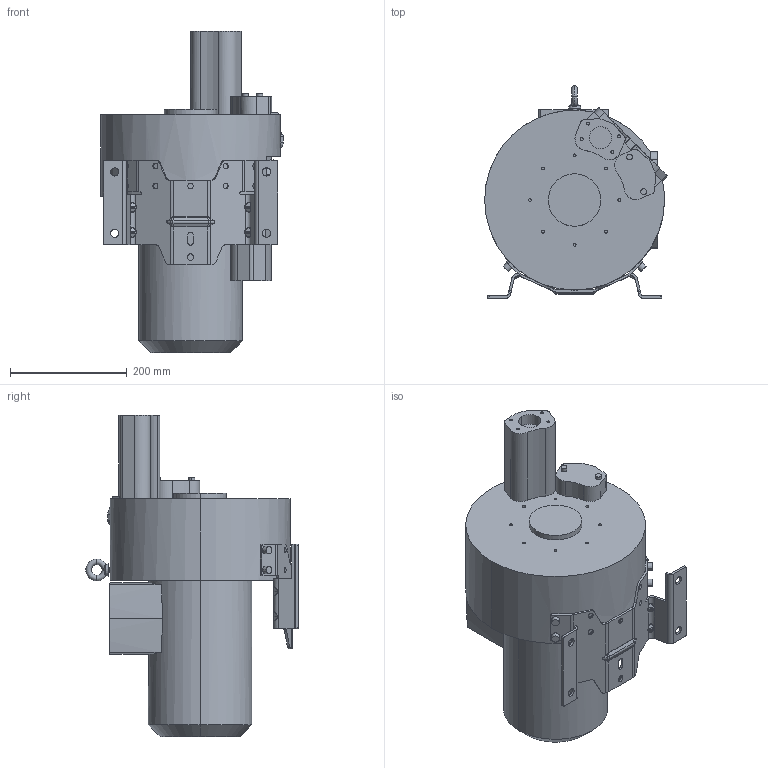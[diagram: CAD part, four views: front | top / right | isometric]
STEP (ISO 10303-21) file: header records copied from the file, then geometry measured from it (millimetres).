
FILE_DESCRIPTION(/* description */ (''),/* implementation_level */ '2;1');
FILE_NAME(/* name */ '4RB 220-0AP51-1-50HZ.stp',/* time_stamp */ '2025-12-12T15:21:57+08:00',/* author */ (''),/* organization */ (''),/* preprocessor_version */ 'ST-DEVELOPER v16',/* originating_system */ 'SIEMENS PLM Software NX 11.0',/* authorisation */ '');
FILE_SCHEMA (('AUTOMOTIVE_DESIGN { 1 0 10303 214 3 1 1 1 }'));
Length unit declared in the file: millimetre
Products named in the file (1): Admi2CBCC2354z3p
Bounding box: 312.92 x 363.84 x 550.03 mm (x, y, z)
Volume: 19511751.2 mm3; surface area: 653648.2 mm2
Topology: 1 solids, 1 shells, 568 faces, 1598 edges, 1067 vertices
Faces by surface type: cylinder 280, plane 188, bspline 76, torus 14, cone 6, sphere 4
Entity records: 24774 total; most frequent: CARTESIAN_POINT 10758, ORIENTED_EDGE 3196, DIRECTION 2629, EDGE_CURVE 1598, VERTEX_POINT 1067, AXIS2_PLACEMENT_3D 1027, EDGE_LOOP 625, LINE 575
